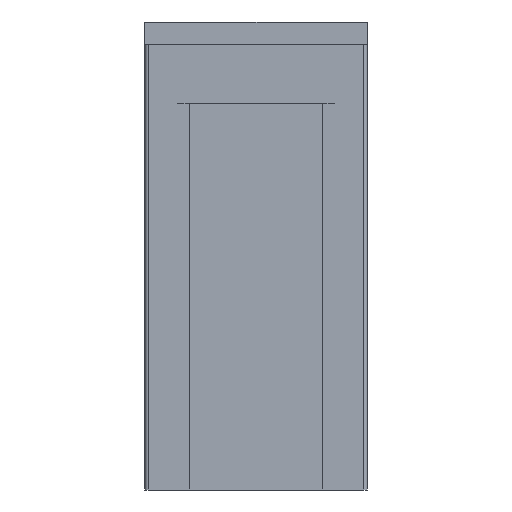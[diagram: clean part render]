
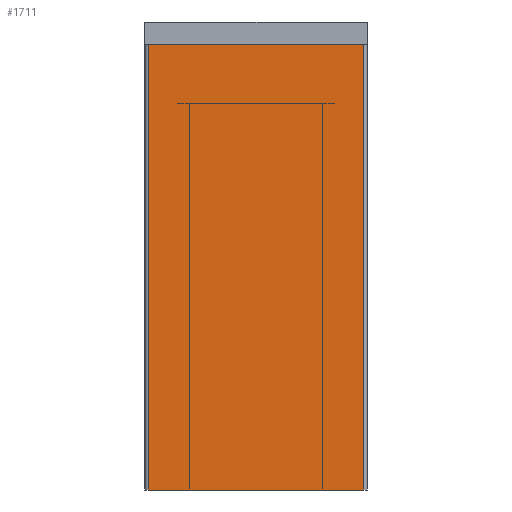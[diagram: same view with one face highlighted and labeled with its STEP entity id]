
A CAD part, left-side view. The second image highlights one B-rep face of the part: STEP entity #1711.
In plain terms, the highlighted planar face has unit normal (-1, 0, 0).
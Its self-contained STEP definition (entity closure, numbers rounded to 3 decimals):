
#109 = LINE ( 'NONE', #3637, #1838 ) ;
#487 = VERTEX_POINT ( 'NONE', #5459 ) ;
#492 = VERTEX_POINT ( 'NONE', #5523 ) ;
#498 = VERTEX_POINT ( 'NONE', #5510 ) ;
#501 = VERTEX_POINT ( 'NONE', #5504 ) ;
#1197 = EDGE_CURVE ( 'NONE', #498, #501, #2608, .T. ) ;
#1198 = EDGE_CURVE ( 'NONE', #501, #487, #1301, .T. ) ;
#1199 = EDGE_CURVE ( 'NONE', #492, #487, #109, .T. ) ;
#1201 = EDGE_CURVE ( 'NONE', #498, #492, #1837, .T. ) ;
#1293 = VECTOR ( 'NONE', #3638, 1000. ) ;
#1301 = LINE ( 'NONE', #3639, #1293 ) ;
#1511 = FACE_OUTER_BOUND ( 'NONE', #2688, .T. ) ;
#1711 = ADVANCED_FACE ( 'NONE', ( #1511 ), #2370, .F. ) ;
#1834 = VECTOR ( 'NONE', #3648, 1000. ) ;
#1837 = LINE ( 'NONE', #3635, #1834 ) ;
#1838 = VECTOR ( 'NONE', #5818, 1000. ) ;
#2013 = VECTOR ( 'NONE', #3662, 1000. ) ;
#2367 = DIRECTION ( 'NONE',  ( 0., 0., -1. ) ) ;
#2368 = DIRECTION ( 'NONE',  ( 1., 0., 0. ) ) ;
#2370 = PLANE ( 'NONE',  #4493 ) ;
#2374 = CARTESIAN_POINT ( 'NONE',  ( -10., 60., -14.5 ) ) ;
#2608 = LINE ( 'NONE', #3646, #2013 ) ;
#2688 = EDGE_LOOP ( 'NONE', ( #5614, #5619, #5620, #5621 ) ) ;
#3635 = CARTESIAN_POINT ( 'NONE',  ( -10., 60., -14.5 ) ) ;
#3637 = CARTESIAN_POINT ( 'NONE',  ( -10., 0., -14.5 ) ) ;
#3638 = DIRECTION ( 'NONE',  ( 0., -1., 0. ) ) ;
#3639 = CARTESIAN_POINT ( 'NONE',  ( -10., 60., 14.5 ) ) ;
#3646 = CARTESIAN_POINT ( 'NONE',  ( -10., 60., -14.5 ) ) ;
#3648 = DIRECTION ( 'NONE',  ( 0., -1., 0. ) ) ;
#3662 = DIRECTION ( 'NONE',  ( 0., 0., 1. ) ) ;
#4493 = AXIS2_PLACEMENT_3D ( 'NONE', #2374, #2368, #2367 ) ;
#5459 = CARTESIAN_POINT ( 'NONE',  ( -10., 0., 14.5 ) ) ;
#5504 = CARTESIAN_POINT ( 'NONE',  ( -10., 60., 14.5 ) ) ;
#5510 = CARTESIAN_POINT ( 'NONE',  ( -10., 60., -14.5 ) ) ;
#5523 = CARTESIAN_POINT ( 'NONE',  ( -10., 0., -14.5 ) ) ;
#5614 = ORIENTED_EDGE ( 'NONE', *, *, #1199, .T. ) ;
#5619 = ORIENTED_EDGE ( 'NONE', *, *, #1198, .F. ) ;
#5620 = ORIENTED_EDGE ( 'NONE', *, *, #1197, .F. ) ;
#5621 = ORIENTED_EDGE ( 'NONE', *, *, #1201, .T. ) ;
#5818 = DIRECTION ( 'NONE',  ( 0., 0., 1. ) ) ;
